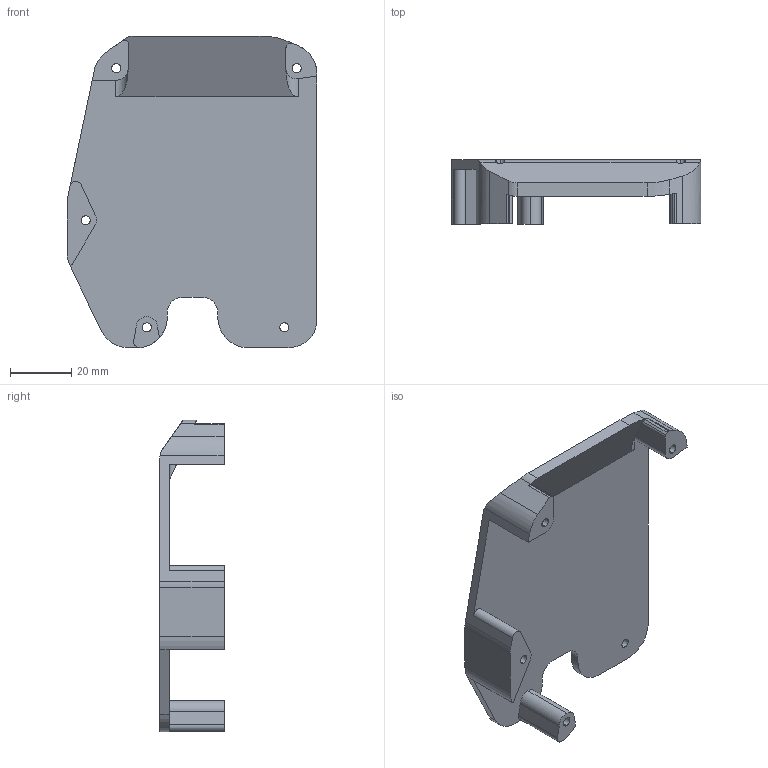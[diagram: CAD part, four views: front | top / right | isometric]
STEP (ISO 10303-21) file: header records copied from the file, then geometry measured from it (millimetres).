
FILE_DESCRIPTION (( 'STEP AP203' ), '1' );
FILE_NAME ('chest cover L v4.STEP', '2026-01-16T22:37:59', ( '' ), ( '' ), 'SwSTEP 2.0', 'SolidWorks 2025', '' );
FILE_SCHEMA (( 'CONFIG_CONTROL_DESIGN' ));
Length unit declared in the file: millimetre
Products named in the file (1): chest cover L v4
Bounding box: 81.77 x 21 x 101.94 mm (x, y, z)
Volume: 31585.6 mm3; surface area: 19768.6 mm2
Topology: 1 solids, 1 shells, 72 faces, 213 edges, 141 vertices
Faces by surface type: cylinder 40, plane 32
Entity records: 2610 total; most frequent: CARTESIAN_POINT 603, ORIENTED_EDGE 426, DIRECTION 391, EDGE_CURVE 213, VERTEX_POINT 141, AXIS2_PLACEMENT_3D 133, VECTOR 125, LINE 125
